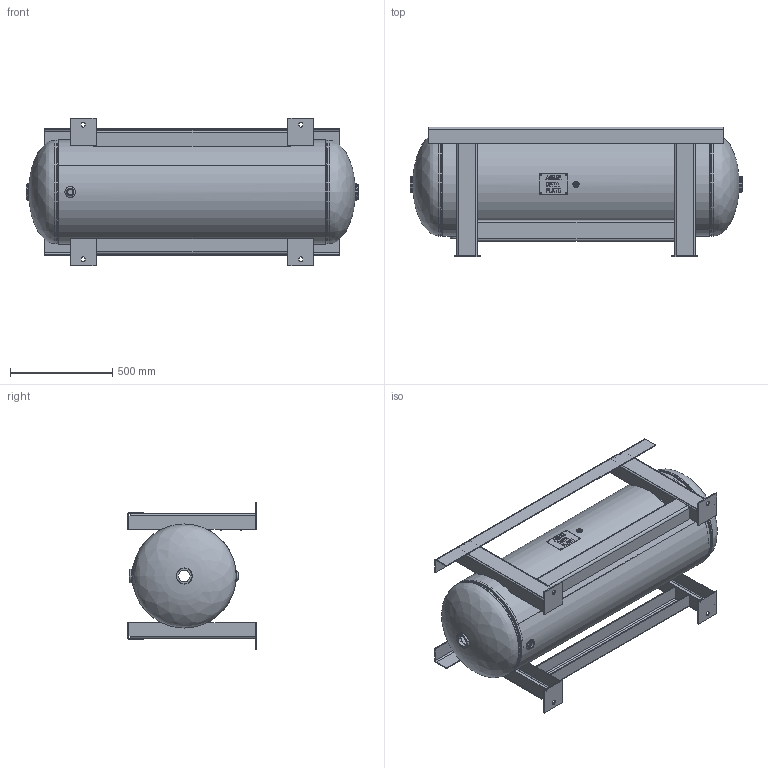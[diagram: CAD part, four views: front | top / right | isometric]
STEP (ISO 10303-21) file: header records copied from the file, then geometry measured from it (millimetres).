
FILE_DESCRIPTION(/* description */ ('20 X 63 200# HORZ ASME STOCK 80 GAL PEDESTAL TANK'),/* implementation_level */ '2;1');
FILE_NAME(/* name */ 'SPVG_A10125.stp',/* time_stamp */ '2018-11-06T14:24:27-06:00',/* author */ ('kim.thoune'),/* organization */ (''),/* preprocessor_version */ 'ST-DEVELOPER v16.5',/* originating_system */ 'Autodesk Inventor 2017',/* authorisation */ '');
FILE_SCHEMA (('AUTOMOTIVE_DESIGN { 1 0 10303 214 3 1 1 }'));
Length unit declared in the file: inch
Products named in the file (16): A10125; A10125-1; A10125-2; H20124J; A10125-3; H20124J_1; F102000; F100250; F100750; 60-140; 64-053; F101501; S100282; S100100; S100280; S100275
Assembly tree (26 placements, depth 3):
  A10125
    A10125-1
    A10125-2
      H20124J
    A10125-3
      H20124J_1
    F102000  x2
    F100250
    F100750
    F101501  x3
    60-140
      64-053
    S100282  x2
    S100100  x4
    S100280  x4
    S100275  x2
Bounding box: 1627.17 x 634.99 x 724.19 mm (x, y, z)
Volume: 16807341.4 mm3; surface area: 8718637.3 mm2
Topology: 23 solids, 23 shells, 474 faces, 1156 edges, 751 vertices
Faces by surface type: plane 298, cylinder 84, bspline 44, torus 34, cone 14
Full cylindrical faces by diameter (mm): 6.35 x4, 11.455 x1, 26.987 x1, 36.512 x1, 36.909 x1, 44.856 x3, 52.387 x1, 56.667 x2, 57.547 x3, 60.325 x3, 68.263 x5, 79.383 x2, 495.859 x2, 501.701 x2, 502.158 x3, 508 x2, 510.083 x1
Entity records: 10714 total; most frequent: CARTESIAN_POINT 3062, ORIENTED_EDGE 1434, DIRECTION 1392, EDGE_CURVE 717, LINE 520, VECTOR 520, VERTEX_POINT 502, AXIS2_PLACEMENT_3D 436
